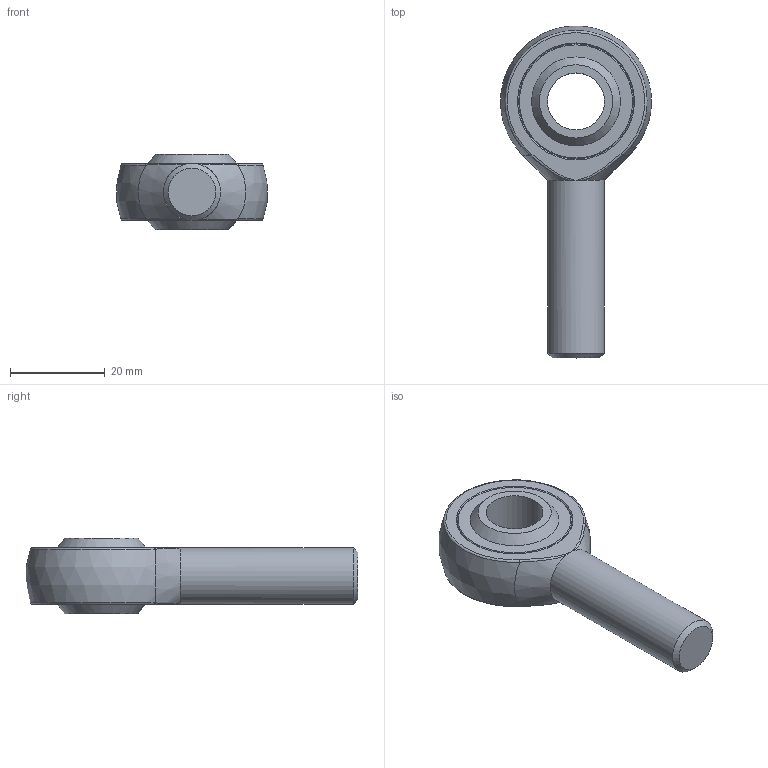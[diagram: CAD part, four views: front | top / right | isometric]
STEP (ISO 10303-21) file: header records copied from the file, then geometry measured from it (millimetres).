
FILE_DESCRIPTION (( 'STEP AP214' ), '1' );
FILE_NAME ('73.01.04.0007L.step', '2021-04-02T17:52:15', ( '' ), ( '' ), 'SwSTEP 2.0', 'SolidWorks 2021', '' );
FILE_SCHEMA (( 'AUTOMOTIVE_DESIGN' ));
Length unit declared in the file: millimetre
Products named in the file (1): 73.01.04.0007L
Bounding box: 31.77 x 69.88 x 16 mm (x, y, z)
Volume: 12755.1 mm3; surface area: 7968.2 mm2
Topology: 3 solids, 3 shells, 31 faces, 71 edges, 42 vertices
Faces by surface type: bspline 8, plane 7, cone 7, cylinder 4, sphere 3, torus 2
Full cylindrical faces by diameter (mm): 12 x2, 24.225 x2
Entity records: 1046 total; most frequent: CARTESIAN_POINT 426, DIRECTION 120, ORIENTED_EDGE 96, AXIS2_PLACEMENT_3D 60, EDGE_CURVE 48, EDGE_LOOP 48, CIRCLE 36, VERTEX_POINT 34
